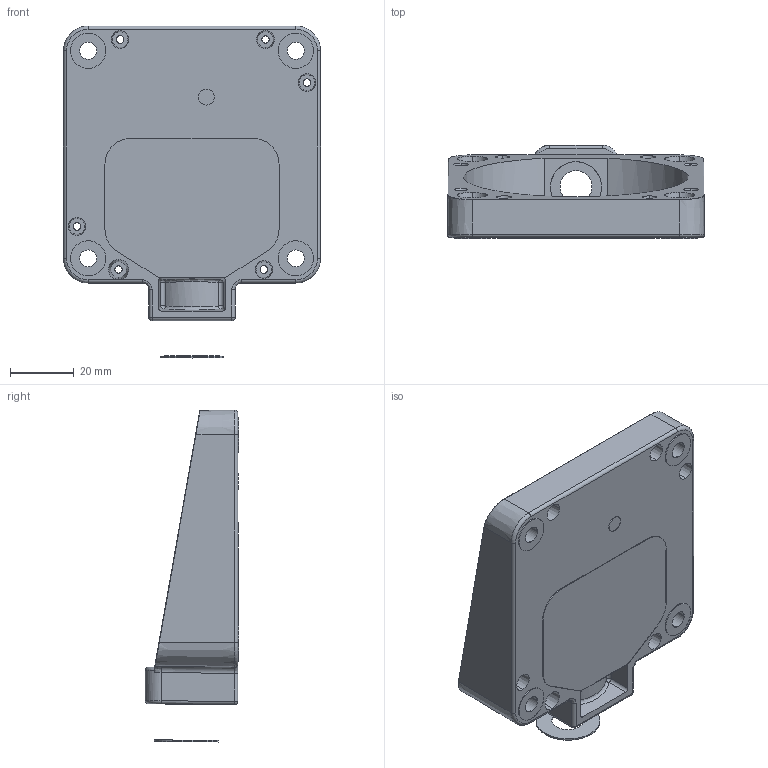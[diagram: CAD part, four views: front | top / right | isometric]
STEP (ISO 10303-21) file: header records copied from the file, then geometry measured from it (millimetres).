
FILE_DESCRIPTION((''),'2;1');
FILE_NAME('DM_CAD-1438A_SW0001','2016-11-02T',('creinig-se'),(''),'PRO/ENGINEER BY PARAMETRIC TECHNOLOGY CORPORATION, 2015440','PRO/ENGINEER BY PARAMETRIC TECHNOLOGY CORPORATION, 2015440','');
FILE_SCHEMA(('CONFIG_CONTROL_DESIGN'));
Length unit declared in the file: millimetre
Products named in the file (1): DM_CAD-1438A_SW0001
Bounding box: 80.47 x 29.3 x 103.93 mm (x, y, z)
Volume: 52933.8 mm3; surface area: 28355 mm2
Topology: 2 solids, 2 shells, 202 faces, 494 edges, 310 vertices
Faces by surface type: cylinder 92, plane 52, cone 28, bspline 16, torus 8, sphere 6
Entity records: 9094 total; most frequent: CARTESIAN_POINT 2905, DIRECTION 981, ORIENTED_EDGE 976, EDGE_CURVE 488, AXIS2_PLACEMENT_3D 389, VERTEX_POINT 310, EDGE_LOOP 246, VECTOR 203
